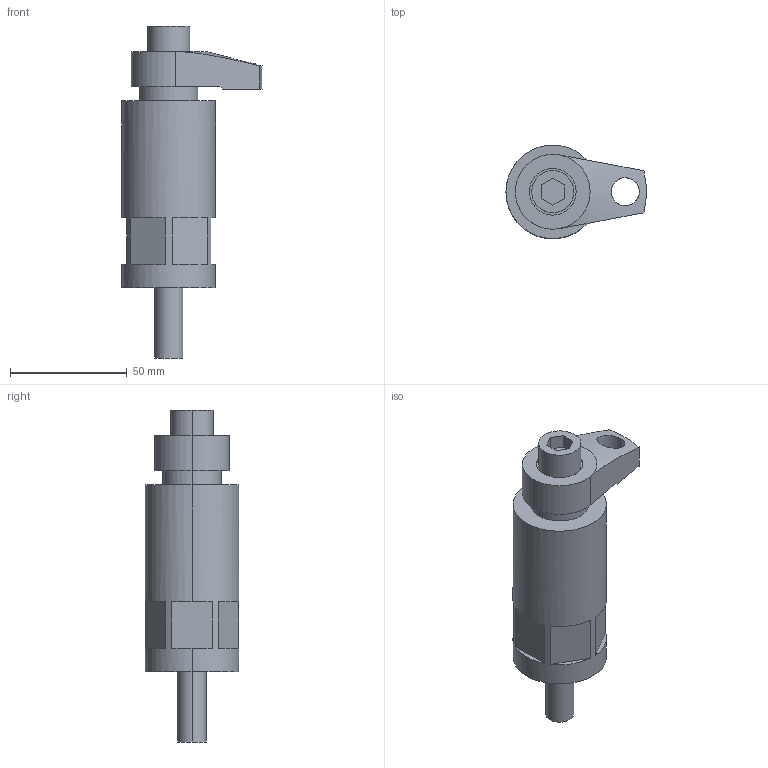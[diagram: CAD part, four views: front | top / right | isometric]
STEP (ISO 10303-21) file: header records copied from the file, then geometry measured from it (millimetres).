
FILE_DESCRIPTION (( 'STEP AP203' ), '1' );
FILE_NAME ('bj130-12140a1.STEP', '2021-10-25T01:08:42', ( '' ), ( '' ), 'SwSTEP 2.0', 'SolidWorks 2020', '' );
FILE_SCHEMA (( 'CONFIG_CONTROL_DESIGN' ));
Length unit declared in the file: millimetre
Products named in the file (4): bj130-12140a1_01; bj130-12140a1_03; bj130-12140a1; bj130-12140a1_02
Assembly tree (3 placements, depth 2):
  bj130-12140a1
    bj130-12140a1_01
    bj130-12140a1_02
    bj130-12140a1_03
Bounding box: 59.89 x 40 x 142 mm (x, y, z)
Volume: 118886 mm3; surface area: 32934.1 mm2
Topology: 3 solids, 3 shells, 66 faces, 146 edges, 96 vertices
Faces by surface type: plane 40, cylinder 23, cone 3
Entity records: 2383 total; most frequent: CARTESIAN_POINT 448, DIRECTION 347, ORIENTED_EDGE 292, EDGE_CURVE 146, AXIS2_PLACEMENT_3D 137, VERTEX_POINT 96, EDGE_LOOP 80, LINE 73
